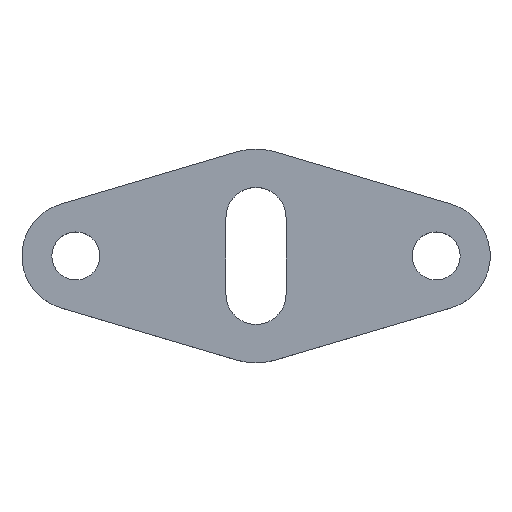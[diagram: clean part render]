
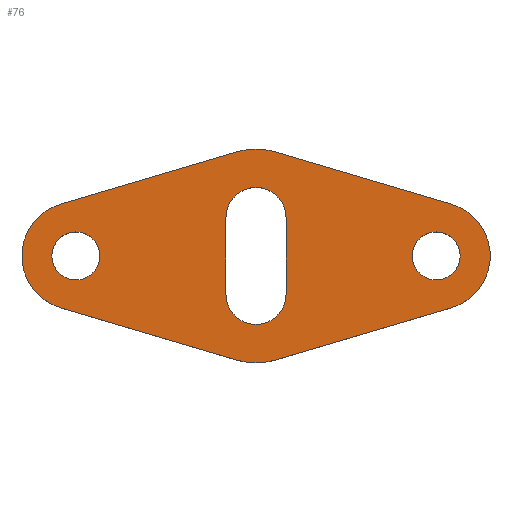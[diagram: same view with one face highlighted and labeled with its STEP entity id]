
A CAD part, top view. The second image highlights one B-rep face of the part: STEP entity #76.
In plain terms, the highlighted planar face has unit normal (0, 0, 1).
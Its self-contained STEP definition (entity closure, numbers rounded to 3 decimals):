
#46=FACE_BOUND('',#114,.T.);
#47=FACE_BOUND('',#115,.T.);
#48=FACE_BOUND('',#116,.T.);
#49=FACE_BOUND('',#117,.T.);
#60=PLANE('',#365);
#76=ADVANCED_FACE('',(#46,#47,#48,#49),#60,.F.);
#114=EDGE_LOOP('',(#222,#223,#224,#225,#226,#227,#228,#229));
#115=EDGE_LOOP('',(#230,#231,#232,#233));
#116=EDGE_LOOP('',(#234));
#117=EDGE_LOOP('',(#235));
#125=LINE('',#469,#149);
#130=LINE('',#484,#154);
#134=LINE('',#496,#158);
#138=LINE('',#508,#162);
#142=LINE('',#520,#166);
#145=LINE('',#530,#169);
#149=VECTOR('',#378,1.);
#154=VECTOR('',#391,1.);
#158=VECTOR('',#403,1.);
#162=VECTOR('',#415,1.);
#166=VECTOR('',#427,1.);
#169=VECTOR('',#438,1.);
#222=ORIENTED_EDGE('',*,*,#290,.F.);
#223=ORIENTED_EDGE('',*,*,#315,.F.);
#224=ORIENTED_EDGE('',*,*,#308,.F.);
#225=ORIENTED_EDGE('',*,*,#305,.F.);
#226=ORIENTED_EDGE('',*,*,#302,.F.);
#227=ORIENTED_EDGE('',*,*,#299,.F.);
#228=ORIENTED_EDGE('',*,*,#296,.F.);
#229=ORIENTED_EDGE('',*,*,#293,.F.);
#230=ORIENTED_EDGE('',*,*,#280,.F.);
#231=ORIENTED_EDGE('',*,*,#313,.F.);
#232=ORIENTED_EDGE('',*,*,#286,.F.);
#233=ORIENTED_EDGE('',*,*,#283,.F.);
#234=ORIENTED_EDGE('',*,*,#310,.F.);
#235=ORIENTED_EDGE('',*,*,#316,.T.);
#252=VERTEX_POINT('',#462);
#253=VERTEX_POINT('',#464);
#255=VERTEX_POINT('',#470);
#257=VERTEX_POINT('',#476);
#260=VERTEX_POINT('',#483);
#261=VERTEX_POINT('',#485);
#263=VERTEX_POINT('',#491);
#265=VERTEX_POINT('',#497);
#267=VERTEX_POINT('',#503);
#269=VERTEX_POINT('',#509);
#271=VERTEX_POINT('',#515);
#273=VERTEX_POINT('',#521);
#274=VERTEX_POINT('',#525);
#276=VERTEX_POINT('',#536);
#280=EDGE_CURVE('',#252,#253,#319,.T.);
#283=EDGE_CURVE('',#253,#255,#125,.T.);
#286=EDGE_CURVE('',#255,#257,#321,.T.);
#290=EDGE_CURVE('',#260,#261,#130,.T.);
#293=EDGE_CURVE('',#261,#263,#323,.T.);
#296=EDGE_CURVE('',#263,#265,#134,.T.);
#299=EDGE_CURVE('',#265,#267,#325,.T.);
#302=EDGE_CURVE('',#267,#269,#138,.T.);
#305=EDGE_CURVE('',#269,#271,#327,.T.);
#308=EDGE_CURVE('',#271,#273,#142,.T.);
#310=EDGE_CURVE('',#274,#274,#328,.T.);
#313=EDGE_CURVE('',#257,#252,#145,.T.);
#315=EDGE_CURVE('',#273,#260,#331,.T.);
#316=EDGE_CURVE('',#276,#276,#332,.T.);
#319=CIRCLE('',#336,25.);
#321=CIRCLE('',#340,25.);
#323=CIRCLE('',#344,45.);
#325=CIRCLE('',#348,57.);
#327=CIRCLE('',#352,45.);
#328=CIRCLE('',#355,20.);
#331=CIRCLE('',#360,57.);
#332=CIRCLE('',#362,20.);
#336=AXIS2_PLACEMENT_3D('',#463,#372,#373);
#340=AXIS2_PLACEMENT_3D('',#475,#384,#385);
#344=AXIS2_PLACEMENT_3D('',#490,#397,#398);
#348=AXIS2_PLACEMENT_3D('',#502,#409,#410);
#352=AXIS2_PLACEMENT_3D('',#514,#421,#422);
#355=AXIS2_PLACEMENT_3D('',#524,#431,#432);
#360=AXIS2_PLACEMENT_3D('',#533,#443,#444);
#362=AXIS2_PLACEMENT_3D('',#535,#447,#448);
#365=AXIS2_PLACEMENT_3D('',#540,#453,#454);
#372=DIRECTION('',(0.,0.,1.));
#373=DIRECTION('',(1.,0.,0.));
#378=DIRECTION('',(0.,-1.,0.));
#384=DIRECTION('',(0.,0.,1.));
#385=DIRECTION('',(1.,0.,0.));
#391=DIRECTION('',(-0.959,0.285,0.));
#397=DIRECTION('',(0.,0.,-1.));
#398=DIRECTION('',(1.,0.,0.));
#403=DIRECTION('',(0.959,0.285,0.));
#409=DIRECTION('',(0.,0.,-1.));
#410=DIRECTION('',(1.,0.,0.));
#415=DIRECTION('',(0.959,-0.285,0.));
#421=DIRECTION('',(0.,0.,-1.));
#422=DIRECTION('',(1.,0.,0.));
#427=DIRECTION('',(-0.959,-0.285,0.));
#431=DIRECTION('',(0.,0.,1.));
#432=DIRECTION('',(1.,0.,0.));
#438=DIRECTION('',(0.,1.,0.));
#443=DIRECTION('',(0.,0.,-1.));
#444=DIRECTION('',(1.,0.,0.));
#447=DIRECTION('',(0.,0.,-1.));
#448=DIRECTION('',(1.,0.,0.));
#453=DIRECTION('',(0.,0.,-1.));
#454=DIRECTION('',(-1.,0.,0.));
#462=CARTESIAN_POINT('',(-546.552,-153.035,25.));
#463=CARTESIAN_POINT('',(-571.552,-153.035,25.));
#464=CARTESIAN_POINT('',(-596.552,-153.035,25.));
#469=CARTESIAN_POINT('',(-596.552,-153.035,25.));
#470=CARTESIAN_POINT('',(-596.552,-217.035,25.));
#475=CARTESIAN_POINT('',(-571.552,-217.035,25.));
#476=CARTESIAN_POINT('',(-546.552,-217.035,25.));
#483=CARTESIAN_POINT('',(-587.77,-271.68,25.));
#484=CARTESIAN_POINT('',(-587.77,-271.68,25.));
#485=CARTESIAN_POINT('',(-734.355,-228.175,25.));
#490=CARTESIAN_POINT('',(-721.552,-185.035,25.));
#491=CARTESIAN_POINT('',(-734.355,-141.895,25.));
#496=CARTESIAN_POINT('',(-734.355,-141.895,25.));
#497=CARTESIAN_POINT('',(-587.77,-98.391,25.));
#502=CARTESIAN_POINT('',(-571.552,-153.035,25.));
#503=CARTESIAN_POINT('',(-555.335,-98.391,25.));
#508=CARTESIAN_POINT('',(-555.335,-98.391,25.));
#509=CARTESIAN_POINT('',(-408.749,-141.895,25.));
#514=CARTESIAN_POINT('',(-421.552,-185.035,25.));
#515=CARTESIAN_POINT('',(-408.749,-228.175,25.));
#520=CARTESIAN_POINT('',(-408.749,-228.175,25.));
#521=CARTESIAN_POINT('',(-555.335,-271.68,25.));
#524=CARTESIAN_POINT('',(-721.552,-185.035,25.));
#525=CARTESIAN_POINT('',(-701.552,-185.035,25.));
#530=CARTESIAN_POINT('',(-546.552,-217.035,25.));
#533=CARTESIAN_POINT('',(-571.552,-217.035,25.));
#535=CARTESIAN_POINT('',(-421.552,-185.035,25.));
#536=CARTESIAN_POINT('',(-401.552,-185.035,25.));
#540=CARTESIAN_POINT('',(-721.552,-185.035,25.));
